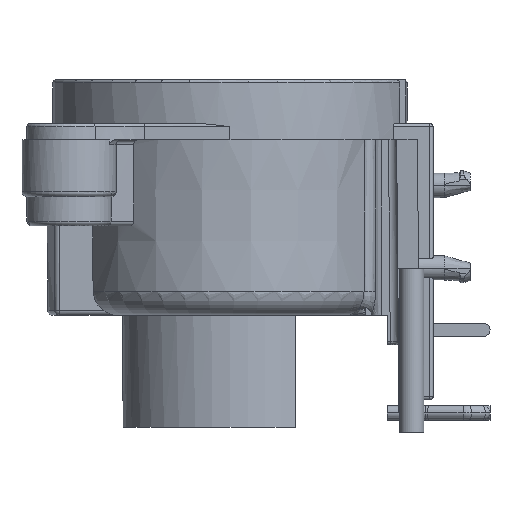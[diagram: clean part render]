
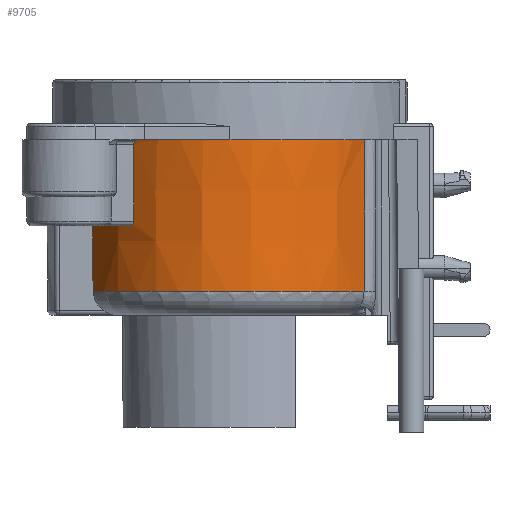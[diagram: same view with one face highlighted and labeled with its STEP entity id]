
A CAD part, left-side view. The second image highlights one B-rep face of the part: STEP entity #9705.
In plain terms, the highlighted conical face has half-angle 0.641 degrees and reference radius 9.107 mm.
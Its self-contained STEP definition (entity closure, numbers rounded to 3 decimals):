
#293=CARTESIAN_POINT('',(0.,0.,-6.3));
#294=DIRECTION('',(0.,0.,-1.));
#295=DIRECTION('',(-0.737,0.675,0.));
#296=AXIS2_PLACEMENT_3D('',#293,#294,#295);
#390=CARTESIAN_POINT('',(-6.976,5.929,-1.297));
#391=CARTESIAN_POINT('',(-6.977,5.929,-1.266));
#392=CARTESIAN_POINT('',(-6.984,5.921,-1.203));
#393=CARTESIAN_POINT('',(-7.013,5.889,-1.12));
#394=CARTESIAN_POINT('',(-7.056,5.838,-1.053));
#395=CARTESIAN_POINT('',(-7.11,5.773,-1.01));
#396=CARTESIAN_POINT('',(-7.15,5.723,
-1.));
#397=CARTESIAN_POINT('',(-7.17,5.698,
-1.));
#399=CARTESIAN_POINT('',(-3.319,8.424,-10.317));
#400=CARTESIAN_POINT('',(-3.327,8.433,-9.314));
#401=CARTESIAN_POINT('',(-3.345,8.45,-7.31));
#402=CARTESIAN_POINT('',(-3.371,8.476,-4.303));
#403=CARTESIAN_POINT('',(-3.389,8.493,-2.299));
#404=CARTESIAN_POINT('',(-3.397,8.502,-1.297));
#406=CARTESIAN_POINT('',(-5.929,6.976,-1.297));
#407=CARTESIAN_POINT('',(-5.928,6.969,-1.82));
#408=CARTESIAN_POINT('',(-5.927,6.955,-2.865));
#409=CARTESIAN_POINT('',(-5.925,6.933,-4.434));
#410=CARTESIAN_POINT('',(-5.924,6.919,-5.48));
#411=CARTESIAN_POINT('',(-5.923,6.912,-6.003));
#413=CARTESIAN_POINT('',(-5.923,6.912,-6.003));
#414=CARTESIAN_POINT('',(-5.923,6.912,-6.034));
#415=CARTESIAN_POINT('',(-5.93,6.904,-6.097));
#416=CARTESIAN_POINT('',(-5.963,6.875,-6.18));
#417=CARTESIAN_POINT('',(-6.013,6.83,-6.247));
#418=CARTESIAN_POINT('',(-6.076,6.774,-6.29));
#419=CARTESIAN_POINT('',(-6.122,6.732,-6.3));
#420=CARTESIAN_POINT('',(-6.146,6.71,-6.3));
#422=CARTESIAN_POINT('',(-6.71,6.146,-6.3));
#423=CARTESIAN_POINT('',(-6.732,6.122,-6.3));
#424=CARTESIAN_POINT('',(-6.774,6.076,-6.29));
#425=CARTESIAN_POINT('',(-6.83,6.013,-6.247));
#426=CARTESIAN_POINT('',(-6.875,5.963,-6.18));
#427=CARTESIAN_POINT('',(-6.904,5.93,-6.097));
#428=CARTESIAN_POINT('',(-6.912,5.923,-6.034));
#429=CARTESIAN_POINT('',(-6.912,5.923,-6.003));
#431=CARTESIAN_POINT('',(-6.912,5.923,-6.003));
#432=CARTESIAN_POINT('',(-6.919,5.924,-5.48));
#433=CARTESIAN_POINT('',(-6.933,5.925,-4.434));
#434=CARTESIAN_POINT('',(-6.955,5.927,-2.865));
#435=CARTESIAN_POINT('',(-6.969,5.928,-1.82));
#436=CARTESIAN_POINT('',(-6.976,5.929,-1.297));
#502=CARTESIAN_POINT('',(-3.858,-8.307,
-1.));
#504=CARTESIAN_POINT('',(0.,0.,-1.));
#505=DIRECTION('',(0.,0.,-1.));
#506=DIRECTION('',(-0.421,-0.907,0.));
#507=AXIS2_PLACEMENT_3D('',#504,#505,#506);
#545=CARTESIAN_POINT('',(-3.736,-8.248,
-10.317));
#546=CARTESIAN_POINT('',(-3.75,-8.254,
-9.273));
#547=CARTESIAN_POINT('',(-3.777,-8.268,
-7.192));
#548=CARTESIAN_POINT('',(-3.817,-8.287,
-4.087));
#549=CARTESIAN_POINT('',(-3.844,-8.3,
-2.027));
#550=CARTESIAN_POINT('',(-3.858,-8.307,
-1.));
#3489=CARTESIAN_POINT('',(0.,0.,-10.317));
#3490=DIRECTION('',(0.,0.,1.));
#3491=DIRECTION('',(-0.367,0.93,0.));
#3492=AXIS2_PLACEMENT_3D('',#3489,#3490,#3491);
#3892=CARTESIAN_POINT('',(0.,0.,-1.297));
#3893=DIRECTION('',(0.,0.,-1.));
#3894=DIRECTION('',(-0.648,0.762,0.));
#3895=AXIS2_PLACEMENT_3D('',#3892,#3893,#3894);
#7855=VERTEX_POINT('',#502);
#7856=CARTESIAN_POINT('',(-7.17,5.698,
-1.));
#7857=VERTEX_POINT('',#7856);
#7870=VERTEX_POINT('',#545);
#7873=VERTEX_POINT('',#390);
#7874=CARTESIAN_POINT('',(-3.319,8.424,
-10.317));
#7875=VERTEX_POINT('',#7874);
#7876=VERTEX_POINT('',#404);
#7877=CARTESIAN_POINT('',(-5.929,6.976,
-1.297));
#7878=VERTEX_POINT('',#7877);
#7879=VERTEX_POINT('',#411);
#7880=VERTEX_POINT('',#420);
#7881=CARTESIAN_POINT('',(-6.71,6.146,-6.3));
#7882=VERTEX_POINT('',#7881);
#7883=VERTEX_POINT('',#429);
#9678=CARTESIAN_POINT('',(0.,0.,-5.658));
#9679=DIRECTION('',(0.,0.,1.));
#9680=DIRECTION('',(0.,1.,0.));
#9681=AXIS2_PLACEMENT_3D('',#9678,#9679,#9680);
#9682=CONICAL_SURFACE('',#9681,9.106,0.641);
#9684=ORIENTED_EDGE('',*,*,#9683,.T.);
#9686=ORIENTED_EDGE('',*,*,#9685,.F.);
#9688=ORIENTED_EDGE('',*,*,#9687,.F.);
#9690=ORIENTED_EDGE('',*,*,#9689,.F.);
#9692=ORIENTED_EDGE('',*,*,#9691,.T.);
#9694=ORIENTED_EDGE('',*,*,#9693,.F.);
#9696=ORIENTED_EDGE('',*,*,#9695,.T.);
#9697=ORIENTED_EDGE('',*,*,#9671,.T.);
#9698=ORIENTED_EDGE('',*,*,#9441,.F.);
#9700=ORIENTED_EDGE('',*,*,#9699,.T.);
#9702=ORIENTED_EDGE('',*,*,#9701,.T.);
#9703=EDGE_LOOP('',(#9684,#9686,#9688,#9690,#9692,#9694,#9696,#9697,#9698,#9700,
#9702));
#9704=FACE_OUTER_BOUND('',#9703,.F.);
#9705=ADVANCED_FACE('',(#9704),#9682,.T.);
#297=CIRCLE('',#296,9.099);
#398=B_SPLINE_CURVE_WITH_KNOTS('',3,(#390,#391,#392,#393,#394,#395,#396,#397),
.UNSPECIFIED.,.F.,.F.,(4,1,1,1,1,4),(0.,0.2,0.4,0.6,0.8,1.),
.UNSPECIFIED.);
#405=B_SPLINE_CURVE_WITH_KNOTS('',3,(#399,#400,#401,#402,#403,#404),
.UNSPECIFIED.,.F.,.F.,(4,1,1,4),(0.,0.333,0.667,1.),
.UNSPECIFIED.);
#412=B_SPLINE_CURVE_WITH_KNOTS('',3,(#406,#407,#408,#409,#410,#411),
.UNSPECIFIED.,.F.,.F.,(4,1,1,4),(0.,0.333,0.667,1.),
.UNSPECIFIED.);
#421=B_SPLINE_CURVE_WITH_KNOTS('',3,(#413,#414,#415,#416,#417,#418,#419,#420),
.UNSPECIFIED.,.F.,.F.,(4,1,1,1,1,4),(0.,0.2,0.4,0.6,0.8,1.),
.UNSPECIFIED.);
#430=B_SPLINE_CURVE_WITH_KNOTS('',3,(#422,#423,#424,#425,#426,#427,#428,#429),
.UNSPECIFIED.,.F.,.F.,(4,1,1,1,1,4),(0.,0.2,0.4,0.6,0.8,1.),
.UNSPECIFIED.);
#437=B_SPLINE_CURVE_WITH_KNOTS('',3,(#431,#432,#433,#434,#435,#436),
.UNSPECIFIED.,.F.,.F.,(4,1,1,4),(0.,0.333,0.667,1.),
.UNSPECIFIED.);
#508=CIRCLE('',#507,9.159);
#551=B_SPLINE_CURVE_WITH_KNOTS('',3,(#545,#546,#547,#548,#549,#550),
.UNSPECIFIED.,.F.,.F.,(4,1,1,4),(0.,0.333,0.667,1.),
.UNSPECIFIED.);
#3493=CIRCLE('',#3492,9.054);
#3896=CIRCLE('',#3895,9.155);
#9441=EDGE_CURVE('',#7882,#7880,#297,.T.);
#9671=EDGE_CURVE('',#7879,#7880,#421,.T.);
#9683=EDGE_CURVE('',#7873,#7857,#398,.T.);
#9685=EDGE_CURVE('',#7855,#7857,#508,.T.);
#9687=EDGE_CURVE('',#7870,#7855,#551,.T.);
#9689=EDGE_CURVE('',#7875,#7870,#3493,.T.);
#9691=EDGE_CURVE('',#7875,#7876,#405,.T.);
#9693=EDGE_CURVE('',#7878,#7876,#3896,.T.);
#9695=EDGE_CURVE('',#7878,#7879,#412,.T.);
#9699=EDGE_CURVE('',#7882,#7883,#430,.T.);
#9701=EDGE_CURVE('',#7883,#7873,#437,.T.);
